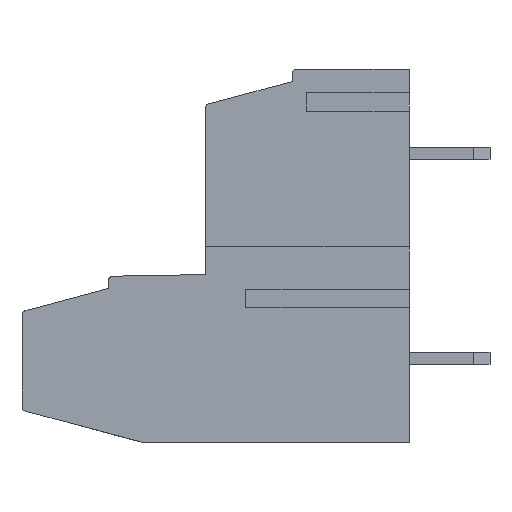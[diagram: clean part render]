
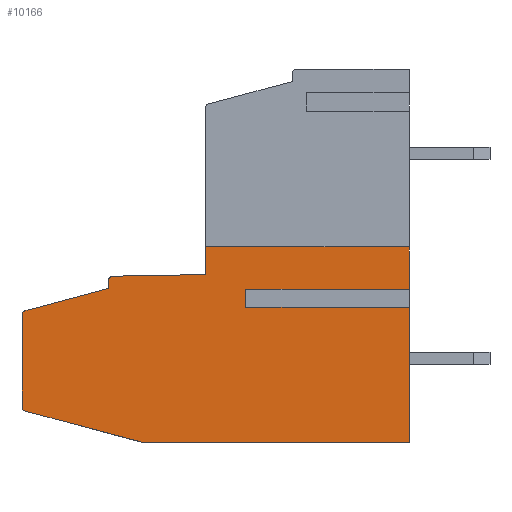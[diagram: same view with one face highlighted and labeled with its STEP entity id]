
A CAD part, left-side view. The second image highlights one B-rep face of the part: STEP entity #10166.
In plain terms, the highlighted planar face has unit normal (-1, 0, 0).
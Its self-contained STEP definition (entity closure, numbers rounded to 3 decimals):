
#30 = VERTEX_POINT ( 'NONE', #17628 ) ;
#91 = LINE ( 'NONE', #10477, #19452 ) ;
#382 = CARTESIAN_POINT ( 'NONE',  ( -2.54, 19.2, -4.19 ) ) ;
#796 = CARTESIAN_POINT ( 'NONE',  ( -2.54, 14.9, 3.86 ) ) ;
#909 = VERTEX_POINT ( 'NONE', #3568 ) ;
#1287 = VECTOR ( 'NONE', #16191, 1000. ) ;
#1432 = CARTESIAN_POINT ( 'NONE',  ( -2.54, 13.2, -4.19 ) ) ;
#1530 = ORIENTED_EDGE ( 'NONE', *, *, #26396, .F. ) ;
#1611 = VECTOR ( 'NONE', #5004, 1000. ) ;
#1832 = DIRECTION ( 'NONE',  ( -1., 0., 0. ) ) ;
#2013 = DIRECTION ( 'NONE',  ( 0., 0., -1. ) ) ;
#2563 = VERTEX_POINT ( 'NONE', #17549 ) ;
#2823 = EDGE_CURVE ( 'NONE', #20078, #34999, #5519, .T. ) ;
#3568 = CARTESIAN_POINT ( 'NONE',  ( -2.54, 14.703, 4.06 ) ) ;
#4015 = AXIS2_PLACEMENT_3D ( 'NONE', #21331, #12552, #2013 ) ;
#4994 = DIRECTION ( 'NONE',  ( 0., -0.966, 0.259 ) ) ;
#5004 = DIRECTION ( 'NONE',  ( 0., 0., -1. ) ) ;
#5349 = ORIENTED_EDGE ( 'NONE', *, *, #18111, .F. ) ;
#5450 = EDGE_CURVE ( 'NONE', #30226, #21610, #29765, .T. ) ;
#5519 = LINE ( 'NONE', #32876, #25300 ) ;
#5556 = LINE ( 'NONE', #19352, #28042 ) ;
#5597 = VERTEX_POINT ( 'NONE', #8489 ) ;
#5723 = ORIENTED_EDGE ( 'NONE', *, *, #5450, .T. ) ;
#5806 = EDGE_CURVE ( 'NONE', #21060, #5597, #24920, .T. ) ;
#5912 = DIRECTION ( 'NONE',  ( 0., 0., 1. ) ) ;
#6329 = CARTESIAN_POINT ( 'NONE',  ( -2.54, 10.1, 4.14 ) ) ;
#7249 = LINE ( 'NONE', #26294, #27944 ) ;
#7816 = VECTOR ( 'NONE', #33109, 1000. ) ;
#7817 = CARTESIAN_POINT ( 'NONE',  ( -2.54, 19., 2.151 ) ) ;
#7909 = CARTESIAN_POINT ( 'NONE',  ( -2.54, 14.9, 3.456 ) ) ;
#8489 = CARTESIAN_POINT ( 'NONE',  ( -2.54, 0., -4.19 ) ) ;
#8649 = ORIENTED_EDGE ( 'NONE', *, *, #19845, .T. ) ;
#9136 = DIRECTION ( 'NONE',  ( 0., 0.966, 0.259 ) ) ;
#9606 = LINE ( 'NONE', #31550, #28030 ) ;
#9756 = EDGE_LOOP ( 'NONE', ( #15621, #16379, #24689, #10462, #15190, #1530, #8649, #5349, #30224, #23108, #25878, #24705, #5723, #28127, #28916, #23142 ) ) ;
#10082 = VECTOR ( 'NONE', #20778, 1000. ) ;
#10166 = ADVANCED_FACE ( 'NONE', ( #16364 ), #15665, .F. ) ;
#10462 = ORIENTED_EDGE ( 'NONE', *, *, #2823, .F. ) ;
#10477 = CARTESIAN_POINT ( 'NONE',  ( -2.54, 14.9, 3.456 ) ) ;
#10589 = EDGE_CURVE ( 'NONE', #17531, #15017, #17886, .T. ) ;
#10615 = LINE ( 'NONE', #16151, #7816 ) ;
#10831 = CARTESIAN_POINT ( 'NONE',  ( -2.54, 19.2, -4.19 ) ) ;
#10834 = LINE ( 'NONE', #15848, #1287 ) ;
#11406 = EDGE_CURVE ( 'NONE', #19386, #14393, #9606, .T. ) ;
#12163 = LINE ( 'NONE', #1432, #18842 ) ;
#12216 = VECTOR ( 'NONE', #31793, 1000. ) ;
#12544 = CARTESIAN_POINT ( 'NONE',  ( -2.54, 14.9, 4.056 ) ) ;
#12552 = DIRECTION ( 'NONE',  ( -1., 0., 0. ) ) ;
#13264 = CARTESIAN_POINT ( 'NONE',  ( -2.54, 19., -2.429 ) ) ;
#13570 = EDGE_CURVE ( 'NONE', #909, #17531, #34699, .T. ) ;
#14393 = VERTEX_POINT ( 'NONE', #17160 ) ;
#15017 = VERTEX_POINT ( 'NONE', #33916 ) ;
#15190 = ORIENTED_EDGE ( 'NONE', *, *, #27720, .T. ) ;
#15497 = VERTEX_POINT ( 'NONE', #17167 ) ;
#15621 = ORIENTED_EDGE ( 'NONE', *, *, #13570, .F. ) ;
#15665 = PLANE ( 'NONE',  #34895 ) ;
#15696 = CARTESIAN_POINT ( 'NONE',  ( -2.54, 8.1, 3.236 ) ) ;
#15698 = DIRECTION ( 'NONE',  ( -1., 0., 0. ) ) ;
#15848 = CARTESIAN_POINT ( 'NONE',  ( -2.54, 19.2, 5.51 ) ) ;
#16043 = DIRECTION ( 'NONE',  ( 0., -1., 0. ) ) ;
#16151 = CARTESIAN_POINT ( 'NONE',  ( -2.54, 0., -4.19 ) ) ;
#16191 = DIRECTION ( 'NONE',  ( 0., -1., 0. ) ) ;
#16364 = FACE_OUTER_BOUND ( 'NONE', #9756, .T. ) ;
#16379 = ORIENTED_EDGE ( 'NONE', *, *, #17949, .T. ) ;
#16618 = VECTOR ( 'NONE', #16043, 1000. ) ;
#17160 = CARTESIAN_POINT ( 'NONE',  ( -2.54, 0., 2.7 ) ) ;
#17167 = CARTESIAN_POINT ( 'NONE',  ( -2.54, 19.2, 2.151 ) ) ;
#17531 = VERTEX_POINT ( 'NONE', #6329 ) ;
#17549 = CARTESIAN_POINT ( 'NONE',  ( -2.54, 19.2, -2.429 ) ) ;
#17628 = CARTESIAN_POINT ( 'NONE',  ( -2.54, 19.052, -2.622 ) ) ;
#17825 = DIRECTION ( 'NONE',  ( 0., -1., 0. ) ) ;
#17886 = LINE ( 'NONE', #23466, #12216 ) ;
#17915 = CARTESIAN_POINT ( 'NONE',  ( -2.54, 13.2, -4.19 ) ) ;
#17949 = EDGE_CURVE ( 'NONE', #909, #26138, #19985, .T. ) ;
#18111 = EDGE_CURVE ( 'NONE', #21060, #30, #12163, .T. ) ;
#18842 = VECTOR ( 'NONE', #9136, 1000. ) ;
#19352 = CARTESIAN_POINT ( 'NONE',  ( -2.54, 19.2, -4.19 ) ) ;
#19386 = VERTEX_POINT ( 'NONE', #29548 ) ;
#19452 = VECTOR ( 'NONE', #21401, 1000. ) ;
#19845 = EDGE_CURVE ( 'NONE', #2563, #30, #20677, .T. ) ;
#19985 = CIRCLE ( 'NONE', #4015, 0.2 ) ;
#20052 = EDGE_CURVE ( 'NONE', #15017, #27216, #10834, .T. ) ;
#20078 = VERTEX_POINT ( 'NONE', #26847 ) ;
#20677 = CIRCLE ( 'NONE', #28146, 0.2 ) ;
#20684 = DIRECTION ( 'NONE',  ( 0., 0., 1. ) ) ;
#20778 = DIRECTION ( 'NONE',  ( 0., -1., 0.017 ) ) ;
#21060 = VERTEX_POINT ( 'NONE', #17915 ) ;
#21331 = CARTESIAN_POINT ( 'NONE',  ( -2.54, 14.7, 3.86 ) ) ;
#21401 = DIRECTION ( 'NONE',  ( 0., 0., 1. ) ) ;
#21610 = VERTEX_POINT ( 'NONE', #25181 ) ;
#22635 = EDGE_CURVE ( 'NONE', #21610, #27216, #10615, .T. ) ;
#23108 = ORIENTED_EDGE ( 'NONE', *, *, #32858, .T. ) ;
#23142 = ORIENTED_EDGE ( 'NONE', *, *, #10589, .F. ) ;
#23466 = CARTESIAN_POINT ( 'NONE',  ( -2.54, 10.1, 4.14 ) ) ;
#23802 = EDGE_CURVE ( 'NONE', #30226, #19386, #29270, .T. ) ;
#24689 = ORIENTED_EDGE ( 'NONE', *, *, #26953, .F. ) ;
#24705 = ORIENTED_EDGE ( 'NONE', *, *, #23802, .F. ) ;
#24920 = LINE ( 'NONE', #382, #32798 ) ;
#25181 = CARTESIAN_POINT ( 'NONE',  ( -2.54, 0., 3.236 ) ) ;
#25296 = CARTESIAN_POINT ( 'NONE',  ( -2.54, 8.1, 3.236 ) ) ;
#25300 = VECTOR ( 'NONE', #4994, 1000. ) ;
#25855 = CARTESIAN_POINT ( 'NONE',  ( -2.54, 0., 5.51 ) ) ;
#25878 = ORIENTED_EDGE ( 'NONE', *, *, #11406, .F. ) ;
#26138 = VERTEX_POINT ( 'NONE', #796 ) ;
#26294 = CARTESIAN_POINT ( 'NONE',  ( -2.54, 0., -4.19 ) ) ;
#26396 = EDGE_CURVE ( 'NONE', #2563, #15497, #5556, .T. ) ;
#26656 = DIRECTION ( 'NONE',  ( 1., 0., 0. ) ) ;
#26693 = DIRECTION ( 'NONE',  ( 0., 0., -1. ) ) ;
#26847 = CARTESIAN_POINT ( 'NONE',  ( -2.54, 19.052, 2.344 ) ) ;
#26953 = EDGE_CURVE ( 'NONE', #34999, #26138, #91, .T. ) ;
#27216 = VERTEX_POINT ( 'NONE', #25855 ) ;
#27720 = EDGE_CURVE ( 'NONE', #20078, #15497, #31038, .T. ) ;
#27944 = VECTOR ( 'NONE', #20684, 1000. ) ;
#28030 = VECTOR ( 'NONE', #17825, 1000. ) ;
#28042 = VECTOR ( 'NONE', #5912, 1000. ) ;
#28127 = ORIENTED_EDGE ( 'NONE', *, *, #22635, .T. ) ;
#28146 = AXIS2_PLACEMENT_3D ( 'NONE', #13264, #1832, #35250 ) ;
#28916 = ORIENTED_EDGE ( 'NONE', *, *, #20052, .F. ) ;
#29270 = LINE ( 'NONE', #32348, #1611 ) ;
#29548 = CARTESIAN_POINT ( 'NONE',  ( -2.54, 8.1, 2.7 ) ) ;
#29765 = LINE ( 'NONE', #15696, #16618 ) ;
#30014 = DIRECTION ( 'NONE',  ( 0., -1., 0. ) ) ;
#30224 = ORIENTED_EDGE ( 'NONE', *, *, #5806, .T. ) ;
#30226 = VERTEX_POINT ( 'NONE', #25296 ) ;
#31038 = CIRCLE ( 'NONE', #32790, 0.2 ) ;
#31550 = CARTESIAN_POINT ( 'NONE',  ( -2.54, 8.1, 2.7 ) ) ;
#31793 = DIRECTION ( 'NONE',  ( 0., 0., 1. ) ) ;
#32348 = CARTESIAN_POINT ( 'NONE',  ( -2.54, 8.1, 3.236 ) ) ;
#32790 = AXIS2_PLACEMENT_3D ( 'NONE', #7817, #15698, #26693 ) ;
#32798 = VECTOR ( 'NONE', #30014, 1000. ) ;
#32858 = EDGE_CURVE ( 'NONE', #5597, #14393, #7249, .T. ) ;
#32876 = CARTESIAN_POINT ( 'NONE',  ( -2.54, 19.2, 2.304 ) ) ;
#33109 = DIRECTION ( 'NONE',  ( 0., 0., 1. ) ) ;
#33916 = CARTESIAN_POINT ( 'NONE',  ( -2.54, 10.1, 5.51 ) ) ;
#34699 = LINE ( 'NONE', #12544, #10082 ) ;
#34895 = AXIS2_PLACEMENT_3D ( 'NONE', #10831, #26656, #34973 ) ;
#34973 = DIRECTION ( 'NONE',  ( 0., 0., -1. ) ) ;
#34999 = VERTEX_POINT ( 'NONE', #7909 ) ;
#35250 = DIRECTION ( 'NONE',  ( 0., 0., -1. ) ) ;
